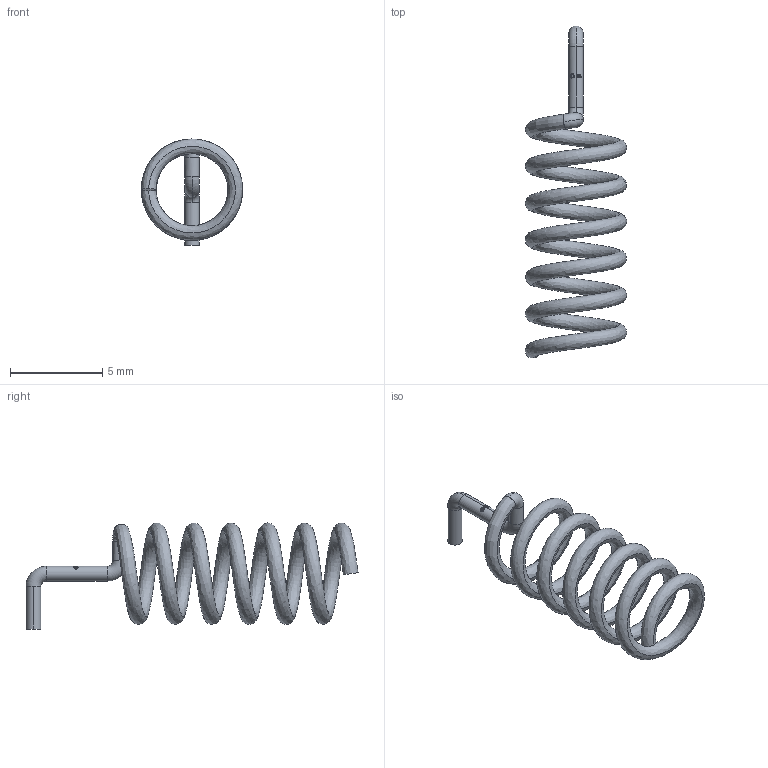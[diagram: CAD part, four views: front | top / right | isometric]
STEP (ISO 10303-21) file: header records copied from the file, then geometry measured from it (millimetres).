
FILE_DESCRIPTION (( 'STEP AP214' ), '1' );
FILE_NAME ('ANT-TH_BD5.5-L18.0-D0.8_470M_LORA_ANT.STEP', '2022-10-13T12:44:16', ( '' ), ( '' ), 'SwSTEP 2.0', 'SolidWorks 2020', '' );
FILE_SCHEMA (( 'AUTOMOTIVE_DESIGN' ));
Length unit declared in the file: millimetre
Products named in the file (1): ANT-TH_BD5.5-L18.0-D0.8_470M_LORA_ANT
Bounding box: 5.5 x 18 x 5.75 mm (x, y, z)
Volume: 51.3 mm3; surface area: 257.7 mm2
Topology: 1 solids, 1 shells, 239 faces, 650 edges, 432 vertices
Faces by surface type: bspline 123, plane 84, cylinder 26, torus 6
Entity records: 12565 total; most frequent: CARTESIAN_POINT 4891, ORIENTED_EDGE 1300, EDGE_CURVE 650, DIRECTION 611, VERTEX_POINT 432, B_SPLINE_CURVE_WITH_KNOTS 395, EDGE_LOOP 258, UNCERTAINTY_MEASURE_WITH_UNIT 242
